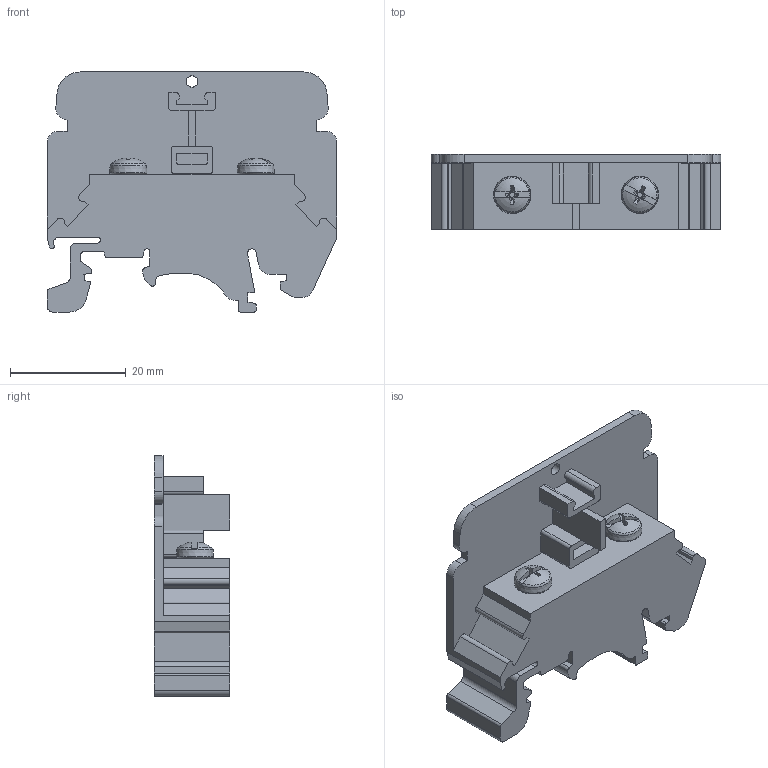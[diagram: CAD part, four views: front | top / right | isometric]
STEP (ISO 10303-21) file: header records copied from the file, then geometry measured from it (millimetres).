
FILE_DESCRIPTION(/* description */ ('Unknown'),/* implementation_level */ '2;1');
FILE_NAME(/* name */ 'KATM4E_GY_3D',/* time_stamp */ '2019-09-30T13:53:45+05:00',/* author */ ('Unknown'),/* organization */ ('Unknown'),/* preprocessor_version */ 'ST-DEVELOPER v16.7',/* originating_system */ 'DEX',/* authorisation */ $);
FILE_SCHEMA (('AUTOMOTIVE_DESIGN {1 0 10303 214 3 1 1}'));
Length unit declared in the file: millimetre
Products named in the file (1): KATM4E
Bounding box: 50 x 13 x 41.4 mm (x, y, z)
Volume: 11877.5 mm3; surface area: 6895.1 mm2
Topology: 1 solids, 3 shells, 208 faces, 593 edges, 395 vertices
Faces by surface type: plane 121, cylinder 53, bspline 24, sphere 4, torus 4, cone 2
Full cylindrical faces by diameter (mm): 2 x1, 4 x2, 4.2 x2
Entity records: 8493 total; most frequent: CARTESIAN_POINT 1792, ORIENTED_EDGE 1146, DIRECTION 991, EDGE_CURVE 573, VERTEX_POINT 386, LINE 349, VECTOR 349, AXIS2_PLACEMENT_3D 321
